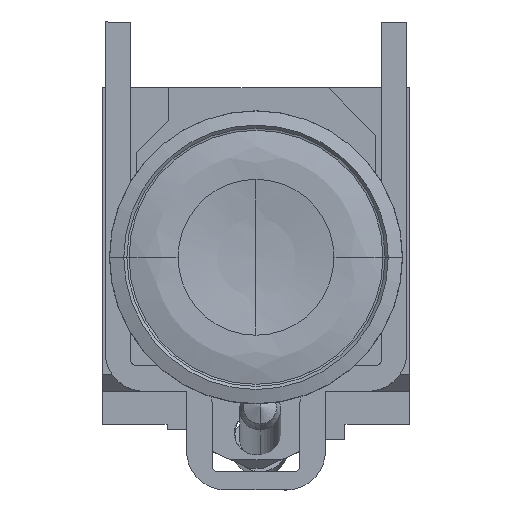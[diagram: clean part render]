
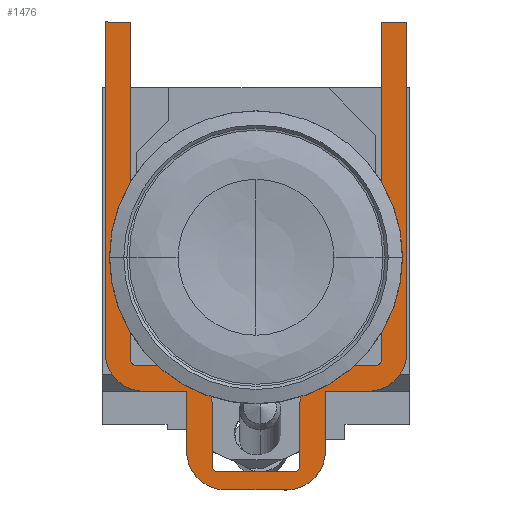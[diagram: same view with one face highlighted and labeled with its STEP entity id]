
A CAD part, top view. The second image highlights one B-rep face of the part: STEP entity #1476.
In plain terms, the highlighted planar face has unit normal (0, 0, 1).
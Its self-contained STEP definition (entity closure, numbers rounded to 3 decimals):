
#928=DIRECTION('',(1.,0.,0.));
#929=VECTOR('',#928,3.615);
#930=CARTESIAN_POINT('',(8.05,-10.5,6.4));
#931=LINE('',#930,#929);
#932=CARTESIAN_POINT('',(10.865,-9.2,6.4));
#933=DIRECTION('',(0.,0.,1.));
#934=DIRECTION('',(0.,-1.,0.));
#935=AXIS2_PLACEMENT_3D('',#932,#933,#934);
#937=CARTESIAN_POINT('',(2.95,-18.784,6.4));
#938=DIRECTION('',(0.,0.,1.));
#939=DIRECTION('',(0.,-1.,0.));
#940=AXIS2_PLACEMENT_3D('',#937,#938,#939);
#942=CARTESIAN_POINT('',(-2.95,-18.784,6.4));
#943=DIRECTION('',(0.,0.,1.));
#944=DIRECTION('',(-1.,0.,0.));
#945=AXIS2_PLACEMENT_3D('',#942,#943,#944);
#947=CARTESIAN_POINT('',(-10.865,-9.2,6.4));
#948=DIRECTION('',(0.,0.,1.));
#949=DIRECTION('',(-1.,0.,0.));
#950=AXIS2_PLACEMENT_3D('',#947,#948,#949);
#952=CARTESIAN_POINT('',(-11.665,-10.,6.4));
#953=DIRECTION('',(0.,0.,-1.));
#954=DIRECTION('',(0.,-1.,0.));
#955=AXIS2_PLACEMENT_3D('',#952,#953,#954);
#957=CARTESIAN_POINT('',(-8.05,-14.3,6.4));
#958=DIRECTION('',(0.,0.,1.));
#959=DIRECTION('',(1.,0.,0.));
#960=AXIS2_PLACEMENT_3D('',#957,#958,#959);
#962=CARTESIAN_POINT('',(-3.75,-20.3,6.4));
#963=DIRECTION('',(0.,0.,-1.));
#964=DIRECTION('',(0.,-1.,0.));
#965=AXIS2_PLACEMENT_3D('',#962,#963,#964);
#967=CARTESIAN_POINT('',(3.75,-20.3,6.4));
#968=DIRECTION('',(0.,0.,-1.));
#969=DIRECTION('',(1.,0.,0.));
#970=AXIS2_PLACEMENT_3D('',#967,#968,#969);
#972=CARTESIAN_POINT('',(8.05,-14.3,6.4));
#973=DIRECTION('',(0.,0.,1.));
#974=DIRECTION('',(0.,1.,0.));
#975=AXIS2_PLACEMENT_3D('',#972,#973,#974);
#977=CARTESIAN_POINT('',(11.665,-10.,6.4));
#978=DIRECTION('',(0.,0.,-1.));
#979=DIRECTION('',(1.,0.,0.));
#980=AXIS2_PLACEMENT_3D('',#977,#978,#979);
#986=DIRECTION('',(1.,0.,0.));
#987=VECTOR('',#986,2.5);
#988=CARTESIAN_POINT('',(12.165,22.9,6.4));
#989=LINE('',#988,#987);
#994=DIRECTION('',(0.,1.,0.));
#995=VECTOR('',#994,32.9);
#996=CARTESIAN_POINT('',(12.165,-10.,6.4));
#997=LINE('',#996,#995);
#1120=DIRECTION('',(0.,1.,0.));
#1121=VECTOR('',#1120,32.1);
#1122=CARTESIAN_POINT('',(-14.665,-9.2,6.4));
#1123=LINE('',#1122,#1121);
#1128=DIRECTION('',(1.,0.,0.));
#1129=VECTOR('',#1128,2.5);
#1130=CARTESIAN_POINT('',(-14.665,22.9,6.4));
#1131=LINE('',#1130,#1129);
#1132=DIRECTION('',(0.,-1.,0.));
#1133=VECTOR('',#1132,32.9);
#1134=CARTESIAN_POINT('',(-12.165,22.9,6.4));
#1135=LINE('',#1134,#1133);
#1152=DIRECTION('',(1.,0.,0.));
#1153=VECTOR('',#1152,3.615);
#1154=CARTESIAN_POINT('',(-11.665,-10.5,6.4));
#1155=LINE('',#1154,#1153);
#1164=DIRECTION('',(0.,-1.,0.));
#1165=VECTOR('',#1164,6.);
#1166=CARTESIAN_POINT('',(-4.25,-14.3,6.4));
#1167=LINE('',#1166,#1165);
#1176=DIRECTION('',(1.,0.,0.));
#1177=VECTOR('',#1176,7.5);
#1178=CARTESIAN_POINT('',(-3.75,-20.8,6.4));
#1179=LINE('',#1178,#1177);
#1188=DIRECTION('',(0.,1.,0.));
#1189=VECTOR('',#1188,6.);
#1190=CARTESIAN_POINT('',(4.25,-20.3,6.4));
#1191=LINE('',#1190,#1189);
#1208=DIRECTION('',(-1.,0.,0.));
#1209=VECTOR('',#1208,4.115);
#1210=CARTESIAN_POINT('',(-6.75,-13.,6.4));
#1211=LINE('',#1210,#1209);
#1216=DIRECTION('',(0.,1.,0.));
#1217=VECTOR('',#1216,5.784);
#1218=CARTESIAN_POINT('',(-6.75,-18.784,6.4));
#1219=LINE('',#1218,#1217);
#1228=DIRECTION('',(-1.,0.,0.));
#1229=VECTOR('',#1228,5.9);
#1230=CARTESIAN_POINT('',(2.95,-22.584,6.4));
#1231=LINE('',#1230,#1229);
#1240=DIRECTION('',(0.,-1.,0.));
#1241=VECTOR('',#1240,5.784);
#1242=CARTESIAN_POINT('',(6.75,-13.,6.4));
#1243=LINE('',#1242,#1241);
#1248=DIRECTION('',(-1.,0.,0.));
#1249=VECTOR('',#1248,4.115);
#1250=CARTESIAN_POINT('',(10.865,-13.,6.4));
#1251=LINE('',#1250,#1249);
#1268=DIRECTION('',(0.,-1.,0.));
#1269=VECTOR('',#1268,32.1);
#1270=CARTESIAN_POINT('',(14.665,22.9,6.4));
#1271=LINE('',#1270,#1269);
#1277=CARTESIAN_POINT('',(11.665,-10.5,6.4));
#1279=VERTEX_POINT('',#1277);
#1280=CARTESIAN_POINT('',(12.165,-10.,6.4));
#1281=VERTEX_POINT('',#1280);
#1332=CARTESIAN_POINT('',(-14.665,-9.2,6.4));
#1333=VERTEX_POINT('',#1332);
#1334=CARTESIAN_POINT('',(-14.665,22.9,6.4));
#1335=VERTEX_POINT('',#1334);
#1340=CARTESIAN_POINT('',(-12.165,-10.,6.4));
#1341=VERTEX_POINT('',#1340);
#1342=CARTESIAN_POINT('',(-12.165,22.9,6.4));
#1343=VERTEX_POINT('',#1342);
#1344=CARTESIAN_POINT('',(12.165,22.9,6.4));
#1345=CARTESIAN_POINT('',(14.665,22.9,6.4));
#1346=VERTEX_POINT('',#1344);
#1347=VERTEX_POINT('',#1345);
#1348=CARTESIAN_POINT('',(8.05,-10.5,6.4));
#1349=VERTEX_POINT('',#1348);
#1350=CARTESIAN_POINT('',(4.25,-14.3,6.4));
#1351=VERTEX_POINT('',#1350);
#1352=CARTESIAN_POINT('',(4.25,-20.3,6.4));
#1353=VERTEX_POINT('',#1352);
#1354=CARTESIAN_POINT('',(3.75,-20.8,6.4));
#1355=VERTEX_POINT('',#1354);
#1356=CARTESIAN_POINT('',(-3.75,-20.8,6.4));
#1357=VERTEX_POINT('',#1356);
#1358=CARTESIAN_POINT('',(-4.25,-20.3,6.4));
#1359=VERTEX_POINT('',#1358);
#1360=CARTESIAN_POINT('',(-4.25,-14.3,6.4));
#1361=VERTEX_POINT('',#1360);
#1362=CARTESIAN_POINT('',(-8.05,-10.5,6.4));
#1363=VERTEX_POINT('',#1362);
#1364=CARTESIAN_POINT('',(-11.665,-10.5,6.4));
#1365=VERTEX_POINT('',#1364);
#1366=CARTESIAN_POINT('',(-10.865,-13.,6.4));
#1367=VERTEX_POINT('',#1366);
#1368=CARTESIAN_POINT('',(-6.75,-13.,6.4));
#1369=VERTEX_POINT('',#1368);
#1370=CARTESIAN_POINT('',(-6.75,-18.784,6.4));
#1371=VERTEX_POINT('',#1370);
#1372=CARTESIAN_POINT('',(-2.95,-22.584,6.4));
#1373=VERTEX_POINT('',#1372);
#1374=CARTESIAN_POINT('',(2.95,-22.584,6.4));
#1375=VERTEX_POINT('',#1374);
#1376=CARTESIAN_POINT('',(6.75,-18.784,6.4));
#1377=VERTEX_POINT('',#1376);
#1378=CARTESIAN_POINT('',(6.75,-13.,6.4));
#1379=VERTEX_POINT('',#1378);
#1380=CARTESIAN_POINT('',(10.865,-13.,6.4));
#1381=VERTEX_POINT('',#1380);
#1382=CARTESIAN_POINT('',(14.665,-9.2,6.4));
#1383=VERTEX_POINT('',#1382);
#1419=CARTESIAN_POINT('',(10.865,-9.2,6.4));
#1420=DIRECTION('',(0.,0.,-1.));
#1421=DIRECTION('',(0.,-1.,0.));
#1422=AXIS2_PLACEMENT_3D('',#1419,#1420,#1421);
#1423=PLANE('',#1422);
#1425=ORIENTED_EDGE('',*,*,#1424,.T.);
#1427=ORIENTED_EDGE('',*,*,#1426,.T.);
#1429=ORIENTED_EDGE('',*,*,#1428,.F.);
#1431=ORIENTED_EDGE('',*,*,#1430,.T.);
#1433=ORIENTED_EDGE('',*,*,#1432,.T.);
#1435=ORIENTED_EDGE('',*,*,#1434,.F.);
#1437=ORIENTED_EDGE('',*,*,#1436,.T.);
#1439=ORIENTED_EDGE('',*,*,#1438,.F.);
#1441=ORIENTED_EDGE('',*,*,#1440,.T.);
#1443=ORIENTED_EDGE('',*,*,#1442,.T.);
#1445=ORIENTED_EDGE('',*,*,#1444,.F.);
#1447=ORIENTED_EDGE('',*,*,#1446,.T.);
#1449=ORIENTED_EDGE('',*,*,#1448,.T.);
#1451=ORIENTED_EDGE('',*,*,#1450,.T.);
#1453=ORIENTED_EDGE('',*,*,#1452,.F.);
#1455=ORIENTED_EDGE('',*,*,#1454,.T.);
#1457=ORIENTED_EDGE('',*,*,#1456,.F.);
#1459=ORIENTED_EDGE('',*,*,#1458,.T.);
#1461=ORIENTED_EDGE('',*,*,#1460,.F.);
#1463=ORIENTED_EDGE('',*,*,#1462,.T.);
#1465=ORIENTED_EDGE('',*,*,#1464,.F.);
#1467=ORIENTED_EDGE('',*,*,#1466,.T.);
#1469=ORIENTED_EDGE('',*,*,#1468,.F.);
#1470=ORIENTED_EDGE('',*,*,#1410,.T.);
#1471=ORIENTED_EDGE('',*,*,#1399,.F.);
#1473=ORIENTED_EDGE('',*,*,#1472,.T.);
#1474=EDGE_LOOP('',(#1425,#1427,#1429,#1431,#1433,#1435,#1437,#1439,#1441,#1443,
#1445,#1447,#1449,#1451,#1453,#1455,#1457,#1459,#1461,#1463,#1465,#1467,#1469,
#1470,#1471,#1473));
#1475=FACE_OUTER_BOUND('',#1474,.F.);
#1476=ADVANCED_FACE('',(#1475),#1423,.F.);
#936=CIRCLE('',#935,3.8);
#941=CIRCLE('',#940,3.8);
#946=CIRCLE('',#945,3.8);
#951=CIRCLE('',#950,3.8);
#956=CIRCLE('',#955,0.5);
#961=CIRCLE('',#960,3.8);
#966=CIRCLE('',#965,0.5);
#971=CIRCLE('',#970,0.5);
#976=CIRCLE('',#975,3.8);
#981=CIRCLE('',#980,0.5);
#1399=EDGE_CURVE('',#1281,#1279,#981,.T.);
#1410=EDGE_CURVE('',#1349,#1279,#931,.T.);
#1424=EDGE_CURVE('',#1346,#1347,#989,.T.);
#1426=EDGE_CURVE('',#1347,#1383,#1271,.T.);
#1428=EDGE_CURVE('',#1381,#1383,#936,.T.);
#1430=EDGE_CURVE('',#1381,#1379,#1251,.T.);
#1432=EDGE_CURVE('',#1379,#1377,#1243,.T.);
#1434=EDGE_CURVE('',#1375,#1377,#941,.T.);
#1436=EDGE_CURVE('',#1375,#1373,#1231,.T.);
#1438=EDGE_CURVE('',#1371,#1373,#946,.T.);
#1440=EDGE_CURVE('',#1371,#1369,#1219,.T.);
#1442=EDGE_CURVE('',#1369,#1367,#1211,.T.);
#1444=EDGE_CURVE('',#1333,#1367,#951,.T.);
#1446=EDGE_CURVE('',#1333,#1335,#1123,.T.);
#1448=EDGE_CURVE('',#1335,#1343,#1131,.T.);
#1450=EDGE_CURVE('',#1343,#1341,#1135,.T.);
#1452=EDGE_CURVE('',#1365,#1341,#956,.T.);
#1454=EDGE_CURVE('',#1365,#1363,#1155,.T.);
#1456=EDGE_CURVE('',#1361,#1363,#961,.T.);
#1458=EDGE_CURVE('',#1361,#1359,#1167,.T.);
#1460=EDGE_CURVE('',#1357,#1359,#966,.T.);
#1462=EDGE_CURVE('',#1357,#1355,#1179,.T.);
#1464=EDGE_CURVE('',#1353,#1355,#971,.T.);
#1466=EDGE_CURVE('',#1353,#1351,#1191,.T.);
#1468=EDGE_CURVE('',#1349,#1351,#976,.T.);
#1472=EDGE_CURVE('',#1281,#1346,#997,.T.);
